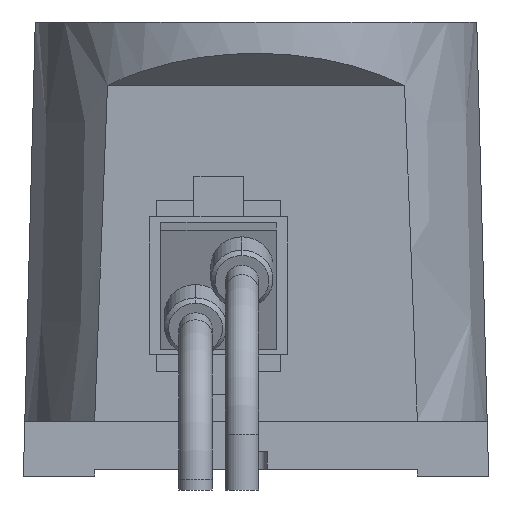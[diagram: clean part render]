
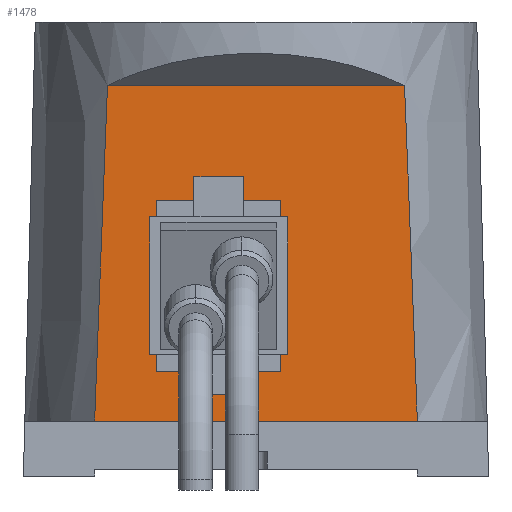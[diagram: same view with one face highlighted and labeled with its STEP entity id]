
A CAD part, left-side view. The second image highlights one B-rep face of the part: STEP entity #1478.
In plain terms, the highlighted planar face has unit normal (-1, 0, 0).
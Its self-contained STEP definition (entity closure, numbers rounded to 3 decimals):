
#664=DIRECTION('NONE',(0.,1.,0.));
#665=VECTOR('NONE',#664,1.);
#666=CARTESIAN_POINT('NONE',(-120.,0.,40.));
#667=LINE('*LN214',#666,#665);
#669=EDGE_CURVE('NONE',#1175,#1153,#667,.T.);
#1152=CARTESIAN_POINT('NONE',(-120.,116.965,40.));
#1153=VERTEX_POINT('NONE',#1152);
#1154=CARTESIAN_POINT('NONE',(-120.,107.648,283.063));
#1155=VERTEX_POINT('NONE',#1154);
#1156=CARTESIAN_POINT('NONE',(-120.,0.,6439.353));
#1157=DIRECTION('NONE',(0.,0.,-1.));
#1158=DIRECTION('NONE',(-1.,0.,0.));
#1159=AXIS2_PLACEMENT_3D('NONE',#1156,#1158,#1157);
#1160=HYPERBOLA('*CRV119',#1159,4582.615,120.);
#1162=EDGE_CURVE('NONE',#1153,#1155,#1160,.T.);
#1164=CARTESIAN_POINT('NONE',(-120.,-107.648,283.063));
#1165=VERTEX_POINT('NONE',#1164);
#1174=CARTESIAN_POINT('NONE',(-120.,-116.965,40.));
#1175=VERTEX_POINT('NONE',#1174);
#1176=CARTESIAN_POINT('NONE',(-120.,0.,6439.353));
#1177=DIRECTION('NONE',(0.,0.,-1.));
#1178=DIRECTION('NONE',(-1.,0.,0.));
#1179=AXIS2_PLACEMENT_3D('NONE',#1176,#1178,#1177);
#1180=HYPERBOLA('*CRV118',#1179,4582.615,120.);
#1182=EDGE_CURVE('NONE',#1165,#1175,#1180,.T.);
#1423=ORIENTED_EDGE('NONE',*,*,#1162,.F.);
#1424=ORIENTED_EDGE('NONE',*,*,#669,.F.);
#1425=ORIENTED_EDGE('NONE',*,*,#1182,.F.);
#1426=DIRECTION('NONE',(0.,1.,0.));
#1427=VECTOR('NONE',#1426,1.);
#1428=CARTESIAN_POINT('NONE',(-120.,0.,283.063));
#1429=LINE('*LN134',#1428,#1427);
#1431=EDGE_CURVE('NONE',#1165,#1155,#1429,.T.);
#1432=ORIENTED_EDGE('NONE',*,*,#1431,.T.);
#1433=EDGE_LOOP('NONE',(#1423,#1424,#1425,#1432));
#1434=FACE_OUTER_BOUND('NONE',#1433,.T.);
#1435=CARTESIAN_POINT('NONE',(-120.,72.,76.));
#1436=VERTEX_POINT('NONE',#1435);
#1439=DIRECTION('NONE',(0.,0.,-1.));
#1440=VECTOR('NONE',#1439,1.);
#1441=CARTESIAN_POINT('NONE',(-120.,72.,0.));
#1442=LINE('*LN216',#1441,#1440);
#1444=EDGE_CURVE('NONE',#3673,#1436,#1442,.T.);
#1445=ORIENTED_EDGE('NONE',*,*,#1444,.F.);
#1448=DIRECTION('NONE',(0.,-1.,0.));
#1449=VECTOR('NONE',#1448,1.);
#1450=CARTESIAN_POINT('NONE',(-120.,0.,200.));
#1451=LINE('*LN130',#1450,#1449);
#1453=EDGE_CURVE('NONE',#3673,#3699,#1451,.T.);
#1454=ORIENTED_EDGE('NONE',*,*,#1453,.T.);
#1457=DIRECTION('NONE',(0.,0.,-1.));
#1458=VECTOR('NONE',#1457,1.);
#1459=CARTESIAN_POINT('NONE',(-120.,-18.,0.));
#1460=LINE('*LN132',#1459,#1458);
#1462=EDGE_CURVE('NONE',#3699,#3719,#1460,.T.);
#1463=ORIENTED_EDGE('NONE',*,*,#1462,.T.);
#1464=DIRECTION('NONE',(0.,-1.,0.));
#1465=VECTOR('NONE',#1464,1.);
#1466=CARTESIAN_POINT('NONE',(-120.,0.,76.));
#1467=LINE('*LN215',#1466,#1465);
#1469=EDGE_CURVE('NONE',#1436,#3719,#1467,.T.);
#1470=ORIENTED_EDGE('NONE',*,*,#1469,.F.);
#1471=EDGE_LOOP('NONE',(#1445,#1454,#1463,#1470));
#1472=FACE_BOUND('NONE',#1471,.T.);
#1473=CARTESIAN_POINT('NONE',(-120.,27.,138.));
#1474=DIRECTION('NONE',(0.,-1.,0.));
#1475=DIRECTION('NONE',(-1.,0.,0.));
#1476=AXIS2_PLACEMENT_3D('NONE',#1473,#1475,#1474);
#1477=PLANE('NONE',#1476);
#1478=ADVANCED_FACE('*FAC110',(#1434,#1472),#1477,.T.);
#3672=CARTESIAN_POINT('NONE',(-120.,72.,200.));
#3673=VERTEX_POINT('NONE',#3672);
#3698=CARTESIAN_POINT('NONE',(-120.,-18.,200.));
#3699=VERTEX_POINT('NONE',#3698);
#3718=CARTESIAN_POINT('NONE',(-120.,-18.,76.));
#3719=VERTEX_POINT('NONE',#3718);
